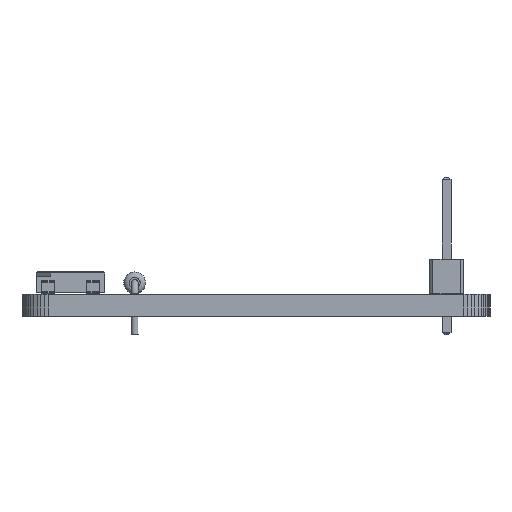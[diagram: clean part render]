
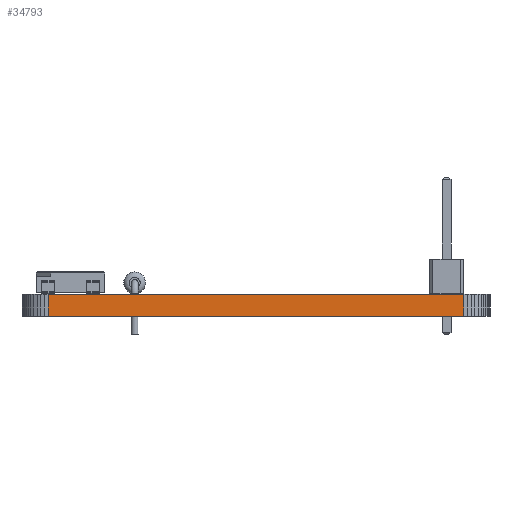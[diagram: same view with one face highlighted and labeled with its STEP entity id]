
A CAD part, left-side view. The second image highlights one B-rep face of the part: STEP entity #34793.
In plain terms, the highlighted planar face has unit normal (-1, 0, 0).
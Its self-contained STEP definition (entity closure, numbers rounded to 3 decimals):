
#24054 = PLANE('',#24055);
#24055 = AXIS2_PLACEMENT_3D('',#24056,#24057,#24058);
#24056 = CARTESIAN_POINT('',(131.373,-91.049,1.6));
#24057 = DIRECTION('',(-0.,-0.,-1.));
#24058 = DIRECTION('',(-1.,0.,0.));
#24108 = PLANE('',#24109);
#24109 = AXIS2_PLACEMENT_3D('',#24110,#24111,#24112);
#24110 = CARTESIAN_POINT('',(131.373,-91.049,0.));
#24111 = DIRECTION('',(-0.,-0.,-1.));
#24112 = DIRECTION('',(-1.,0.,0.));
#25085 = VERTEX_POINT('',#25086);
#25086 = CARTESIAN_POINT('',(69.85,-105.41,0.));
#25100 = PLANE('',#25101);
#25101 = AXIS2_PLACEMENT_3D('',#25102,#25103,#25104);
#25102 = CARTESIAN_POINT('',(69.869,-105.681,0.));
#25103 = DIRECTION('',(-0.997,-0.071,0.));
#25104 = DIRECTION('',(-0.071,0.997,0.));
#25112 = EDGE_CURVE('',#25085,#25113,#25115,.T.);
#25113 = VERTEX_POINT('',#25114);
#25114 = CARTESIAN_POINT('',(69.85,-74.93,0.));
#25115 = SURFACE_CURVE('',#25116,(#25120,#25127),.PCURVE_S1.);
#25116 = LINE('',#25117,#25118);
#25117 = CARTESIAN_POINT('',(69.85,-105.41,0.));
#25118 = VECTOR('',#25119,1.);
#25119 = DIRECTION('',(0.,1.,0.));
#25120 = PCURVE('',#24108,#25121);
#25121 = DEFINITIONAL_REPRESENTATION('',(#25122),#25126);
#25122 = LINE('',#25123,#25124);
#25123 = CARTESIAN_POINT('',(61.523,-14.361));
#25124 = VECTOR('',#25125,1.);
#25125 = DIRECTION('',(0.,1.));
#25126 = ( GEOMETRIC_REPRESENTATION_CONTEXT(2) 
PARAMETRIC_REPRESENTATION_CONTEXT() REPRESENTATION_CONTEXT('2D SPACE',''
  ) );
#25127 = PCURVE('',#25128,#25133);
#25128 = PLANE('',#25129);
#25129 = AXIS2_PLACEMENT_3D('',#25130,#25131,#25132);
#25130 = CARTESIAN_POINT('',(69.85,-105.41,0.));
#25131 = DIRECTION('',(-1.,0.,0.));
#25132 = DIRECTION('',(0.,1.,0.));
#25133 = DEFINITIONAL_REPRESENTATION('',(#25134),#25138);
#25134 = LINE('',#25135,#25136);
#25135 = CARTESIAN_POINT('',(0.,0.));
#25136 = VECTOR('',#25137,1.);
#25137 = DIRECTION('',(1.,0.));
#25138 = ( GEOMETRIC_REPRESENTATION_CONTEXT(2) 
PARAMETRIC_REPRESENTATION_CONTEXT() REPRESENTATION_CONTEXT('2D SPACE',''
  ) );
#25156 = PLANE('',#25157);
#25157 = AXIS2_PLACEMENT_3D('',#25158,#25159,#25160);
#25158 = CARTESIAN_POINT('',(69.85,-74.93,0.));
#25159 = DIRECTION('',(-0.997,0.071,0.));
#25160 = DIRECTION('',(0.071,0.997,0.));
#30312 = VERTEX_POINT('',#30313);
#30313 = CARTESIAN_POINT('',(69.85,-105.41,1.6));
#30334 = EDGE_CURVE('',#30312,#30335,#30337,.T.);
#30335 = VERTEX_POINT('',#30336);
#30336 = CARTESIAN_POINT('',(69.85,-74.93,1.6));
#30337 = SURFACE_CURVE('',#30338,(#30342,#30349),.PCURVE_S1.);
#30338 = LINE('',#30339,#30340);
#30339 = CARTESIAN_POINT('',(69.85,-105.41,1.6));
#30340 = VECTOR('',#30341,1.);
#30341 = DIRECTION('',(0.,1.,0.));
#30342 = PCURVE('',#24054,#30343);
#30343 = DEFINITIONAL_REPRESENTATION('',(#30344),#30348);
#30344 = LINE('',#30345,#30346);
#30345 = CARTESIAN_POINT('',(61.523,-14.361));
#30346 = VECTOR('',#30347,1.);
#30347 = DIRECTION('',(0.,1.));
#30348 = ( GEOMETRIC_REPRESENTATION_CONTEXT(2) 
PARAMETRIC_REPRESENTATION_CONTEXT() REPRESENTATION_CONTEXT('2D SPACE',''
  ) );
#30349 = PCURVE('',#25128,#30350);
#30350 = DEFINITIONAL_REPRESENTATION('',(#30351),#30355);
#30351 = LINE('',#30352,#30353);
#30352 = CARTESIAN_POINT('',(0.,-1.6));
#30353 = VECTOR('',#30354,1.);
#30354 = DIRECTION('',(1.,0.));
#30355 = ( GEOMETRIC_REPRESENTATION_CONTEXT(2) 
PARAMETRIC_REPRESENTATION_CONTEXT() REPRESENTATION_CONTEXT('2D SPACE',''
  ) );
#34743 = EDGE_CURVE('',#25113,#30335,#34744,.T.);
#34744 = SURFACE_CURVE('',#34745,(#34749,#34756),.PCURVE_S1.);
#34745 = LINE('',#34746,#34747);
#34746 = CARTESIAN_POINT('',(69.85,-74.93,0.));
#34747 = VECTOR('',#34748,1.);
#34748 = DIRECTION('',(0.,0.,1.));
#34749 = PCURVE('',#25156,#34750);
#34750 = DEFINITIONAL_REPRESENTATION('',(#34751),#34755);
#34751 = LINE('',#34752,#34753);
#34752 = CARTESIAN_POINT('',(0.,0.));
#34753 = VECTOR('',#34754,1.);
#34754 = DIRECTION('',(0.,-1.));
#34755 = ( GEOMETRIC_REPRESENTATION_CONTEXT(2) 
PARAMETRIC_REPRESENTATION_CONTEXT() REPRESENTATION_CONTEXT('2D SPACE',''
  ) );
#34756 = PCURVE('',#25128,#34757);
#34757 = DEFINITIONAL_REPRESENTATION('',(#34758),#34762);
#34758 = LINE('',#34759,#34760);
#34759 = CARTESIAN_POINT('',(30.48,0.));
#34760 = VECTOR('',#34761,1.);
#34761 = DIRECTION('',(0.,-1.));
#34762 = ( GEOMETRIC_REPRESENTATION_CONTEXT(2) 
PARAMETRIC_REPRESENTATION_CONTEXT() REPRESENTATION_CONTEXT('2D SPACE',''
  ) );
#34793 = ADVANCED_FACE('',(#34794),#25128,.T.);
#34794 = FACE_BOUND('',#34795,.T.);
#34795 = EDGE_LOOP('',(#34796,#34817,#34818,#34819));
#34796 = ORIENTED_EDGE('',*,*,#34797,.T.);
#34797 = EDGE_CURVE('',#25085,#30312,#34798,.T.);
#34798 = SURFACE_CURVE('',#34799,(#34803,#34810),.PCURVE_S1.);
#34799 = LINE('',#34800,#34801);
#34800 = CARTESIAN_POINT('',(69.85,-105.41,0.));
#34801 = VECTOR('',#34802,1.);
#34802 = DIRECTION('',(0.,0.,1.));
#34803 = PCURVE('',#25128,#34804);
#34804 = DEFINITIONAL_REPRESENTATION('',(#34805),#34809);
#34805 = LINE('',#34806,#34807);
#34806 = CARTESIAN_POINT('',(0.,0.));
#34807 = VECTOR('',#34808,1.);
#34808 = DIRECTION('',(0.,-1.));
#34809 = ( GEOMETRIC_REPRESENTATION_CONTEXT(2) 
PARAMETRIC_REPRESENTATION_CONTEXT() REPRESENTATION_CONTEXT('2D SPACE',''
  ) );
#34810 = PCURVE('',#25100,#34811);
#34811 = DEFINITIONAL_REPRESENTATION('',(#34812),#34816);
#34812 = LINE('',#34813,#34814);
#34813 = CARTESIAN_POINT('',(0.272,0.));
#34814 = VECTOR('',#34815,1.);
#34815 = DIRECTION('',(0.,-1.));
#34816 = ( GEOMETRIC_REPRESENTATION_CONTEXT(2) 
PARAMETRIC_REPRESENTATION_CONTEXT() REPRESENTATION_CONTEXT('2D SPACE',''
  ) );
#34817 = ORIENTED_EDGE('',*,*,#30334,.T.);
#34818 = ORIENTED_EDGE('',*,*,#34743,.F.);
#34819 = ORIENTED_EDGE('',*,*,#25112,.F.);
